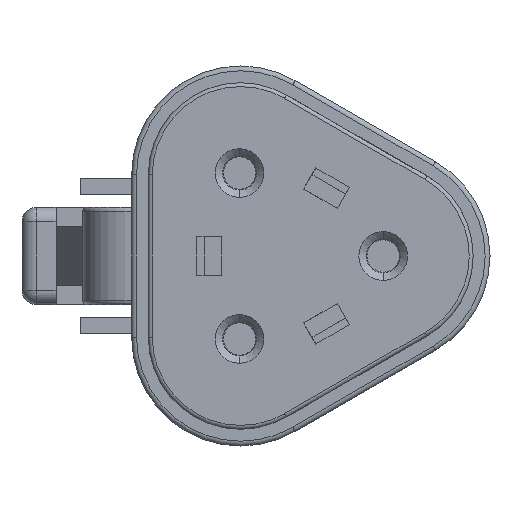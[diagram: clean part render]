
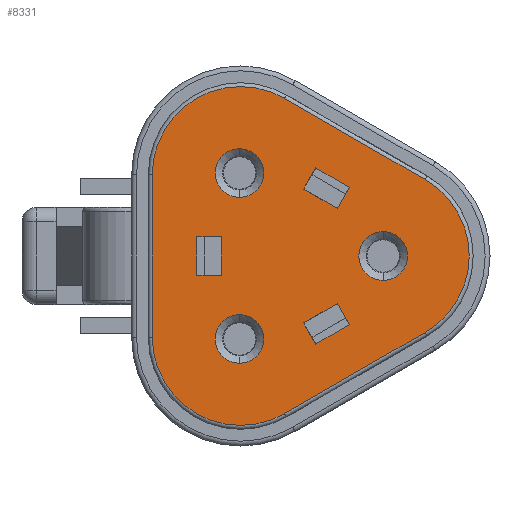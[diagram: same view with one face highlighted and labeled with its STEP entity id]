
A CAD part, left-side view. The second image highlights one B-rep face of the part: STEP entity #8331.
In plain terms, the highlighted planar face has unit normal (-1, 0, 0).
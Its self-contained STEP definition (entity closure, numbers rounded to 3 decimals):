
#479=DIRECTION('',(0.,-1.,0.));
#480=VECTOR('',#479,1.27);
#481=CARTESIAN_POINT('',(-1.268,4.724,1.016));
#482=LINE('',#481,#480);
#519=DIRECTION('',(0.,1.,0.));
#520=VECTOR('',#519,1.27);
#521=CARTESIAN_POINT('',(-1.268,3.454,-1.016));
#522=LINE('',#521,#520);
#907=DIRECTION('',(0.,0.,-1.));
#908=VECTOR('',#907,2.032);
#909=CARTESIAN_POINT('',(-1.268,3.454,1.016));
#910=LINE('',#909,#908);
#931=CARTESIAN_POINT('',(-1.268,2.451,4.238));
#932=DIRECTION('',(1.,0.,0.));
#933=DIRECTION('',(0.,1.,0.));
#934=AXIS2_PLACEMENT_3D('',#931,#932,#933);
#936=DIRECTION('',(0.,-0.866,-0.5));
#937=VECTOR('',#936,8.476);
#938=CARTESIAN_POINT('',(-1.268,0.146,8.231));
#939=LINE('',#938,#937);
#940=CARTESIAN_POINT('',(-1.268,-4.89,0.));
#941=DIRECTION('',(1.,0.,0.));
#942=DIRECTION('',(0.,-0.5,0.866));
#943=AXIS2_PLACEMENT_3D('',#940,#941,#942);
#945=DIRECTION('',(0.,0.866,-0.5));
#946=VECTOR('',#945,8.476);
#947=CARTESIAN_POINT('',(-1.268,-7.195,-3.992));
#948=LINE('',#947,#946);
#949=CARTESIAN_POINT('',(-1.268,2.451,-4.238));
#950=DIRECTION('',(1.,0.,0.));
#951=DIRECTION('',(0.,-0.5,-0.866));
#952=AXIS2_PLACEMENT_3D('',#949,#950,#951);
#954=DIRECTION('',(0.,0.866,0.5));
#955=VECTOR('',#954,2.032);
#956=CARTESIAN_POINT('',(-1.268,-3.242,3.583));
#957=LINE('',#956,#955);
#958=DIRECTION('',(0.,0.5,-0.866));
#959=VECTOR('',#958,1.27);
#960=CARTESIAN_POINT('',(-1.268,-1.482,4.599));
#961=LINE('',#960,#959);
#962=DIRECTION('',(0.,-0.866,-0.5));
#963=VECTOR('',#962,2.032);
#964=CARTESIAN_POINT('',(-1.268,-0.847,3.5));
#965=LINE('',#964,#963);
#966=DIRECTION('',(0.,-0.5,0.866));
#967=VECTOR('',#966,1.27);
#968=CARTESIAN_POINT('',(-1.268,-2.607,2.484));
#969=LINE('',#968,#967);
#970=DIRECTION('',(0.,-0.5,-0.866));
#971=VECTOR('',#970,1.27);
#972=CARTESIAN_POINT('',(-1.268,-0.847,-3.5));
#973=LINE('',#972,#971);
#974=DIRECTION('',(0.,-0.866,0.5));
#975=VECTOR('',#974,2.032);
#976=CARTESIAN_POINT('',(-1.268,-1.482,-4.599));
#977=LINE('',#976,#975);
#978=DIRECTION('',(0.,0.5,0.866));
#979=VECTOR('',#978,1.27);
#980=CARTESIAN_POINT('',(-1.268,-3.242,-3.583));
#981=LINE('',#980,#979);
#982=DIRECTION('',(0.,0.866,-0.5));
#983=VECTOR('',#982,2.032);
#984=CARTESIAN_POINT('',(-1.268,-2.607,-2.484));
#985=LINE('',#984,#983);
#986=DIRECTION('',(0.,0.,-1.));
#987=VECTOR('',#986,8.476);
#988=CARTESIAN_POINT('',(-1.268,7.061,4.238));
#989=LINE('',#988,#987);
#5168=DIRECTION('',(0.,0.,1.));
#5169=VECTOR('',#5168,2.032);
#5170=CARTESIAN_POINT('',(-1.268,4.724,-1.016));
#5171=LINE('',#5170,#5169);
#5172=CARTESIAN_POINT('',(-1.268,2.502,-4.333));
#5173=DIRECTION('',(1.,0.,0.));
#5174=DIRECTION('',(0.,0.,1.));
#5175=AXIS2_PLACEMENT_3D('',#5172,#5173,#5174);
#5181=CARTESIAN_POINT('',(-1.268,2.502,-4.333));
#5182=DIRECTION('',(1.,0.,0.));
#5183=DIRECTION('',(0.,0.,-1.));
#5184=AXIS2_PLACEMENT_3D('',#5181,#5182,#5183);
#5235=CARTESIAN_POINT('',(-1.268,-5.004,0.));
#5236=DIRECTION('',(1.,0.,0.));
#5237=DIRECTION('',(0.,0.,1.));
#5238=AXIS2_PLACEMENT_3D('',#5235,#5236,#5237);
#5244=CARTESIAN_POINT('',(-1.268,-5.004,0.));
#5245=DIRECTION('',(1.,0.,0.));
#5246=DIRECTION('',(0.,0.,-1.));
#5247=AXIS2_PLACEMENT_3D('',#5244,#5245,#5246);
#5286=CARTESIAN_POINT('',(-1.268,2.502,4.333));
#5287=DIRECTION('',(1.,0.,0.));
#5288=DIRECTION('',(0.,0.,-1.));
#5289=AXIS2_PLACEMENT_3D('',#5286,#5287,#5288);
#5295=CARTESIAN_POINT('',(-1.268,2.502,4.333));
#5296=DIRECTION('',(1.,0.,0.));
#5297=DIRECTION('',(0.,0.,1.));
#5298=AXIS2_PLACEMENT_3D('',#5295,#5296,#5297);
#6455=CARTESIAN_POINT('',(-1.268,7.061,4.238));
#6456=CARTESIAN_POINT('',(-1.268,7.061,-4.238));
#6457=VERTEX_POINT('',#6455);
#6458=VERTEX_POINT('',#6456);
#6459=CARTESIAN_POINT('',(-1.268,0.146,8.231));
#6460=VERTEX_POINT('',#6459);
#6461=CARTESIAN_POINT('',(-1.268,-7.195,3.992));
#6462=VERTEX_POINT('',#6461);
#6463=CARTESIAN_POINT('',(-1.268,-7.195,-3.992));
#6464=VERTEX_POINT('',#6463);
#6465=CARTESIAN_POINT('',(-1.268,0.146,-8.231));
#6466=VERTEX_POINT('',#6465);
#6467=CARTESIAN_POINT('',(-1.268,4.724,1.016));
#6468=CARTESIAN_POINT('',(-1.268,3.454,1.016));
#6469=VERTEX_POINT('',#6467);
#6470=VERTEX_POINT('',#6468);
#6471=CARTESIAN_POINT('',(-1.268,4.724,-1.016));
#6472=VERTEX_POINT('',#6471);
#6473=CARTESIAN_POINT('',(-1.268,3.454,-1.016));
#6474=VERTEX_POINT('',#6473);
#6475=CARTESIAN_POINT('',(-1.268,-3.242,3.583));
#6476=CARTESIAN_POINT('',(-1.268,-1.482,4.599));
#6477=VERTEX_POINT('',#6475);
#6478=VERTEX_POINT('',#6476);
#6479=CARTESIAN_POINT('',(-1.268,-0.847,3.5));
#6480=VERTEX_POINT('',#6479);
#6481=CARTESIAN_POINT('',(-1.268,-2.607,2.484));
#6482=VERTEX_POINT('',#6481);
#6483=CARTESIAN_POINT('',(-1.268,-0.847,-3.5));
#6484=CARTESIAN_POINT('',(-1.268,-1.482,-4.599));
#6485=VERTEX_POINT('',#6483);
#6486=VERTEX_POINT('',#6484);
#6487=CARTESIAN_POINT('',(-1.268,-3.242,-3.583));
#6488=VERTEX_POINT('',#6487);
#6489=CARTESIAN_POINT('',(-1.268,-2.607,-2.484));
#6490=VERTEX_POINT('',#6489);
#6633=CARTESIAN_POINT('',(-1.268,-5.004,1.27));
#6634=VERTEX_POINT('',#6633);
#6635=CARTESIAN_POINT('',(-1.268,-5.004,-1.27));
#6636=VERTEX_POINT('',#6635);
#6653=CARTESIAN_POINT('',(-1.268,2.502,5.603));
#6654=VERTEX_POINT('',#6653);
#6655=CARTESIAN_POINT('',(-1.268,2.502,3.063));
#6656=VERTEX_POINT('',#6655);
#6661=CARTESIAN_POINT('',(-1.268,2.502,-3.063));
#6662=VERTEX_POINT('',#6661);
#6663=CARTESIAN_POINT('',(-1.268,2.502,-5.603));
#6664=VERTEX_POINT('',#6663);
#8275=CARTESIAN_POINT('',(-1.268,0.,0.));
#8276=DIRECTION('',(1.,0.,0.));
#8277=DIRECTION('',(0.,0.,-1.));
#8278=AXIS2_PLACEMENT_3D('',#8275,#8276,#8277);
#8279=PLANE('',#8278);
#8281=ORIENTED_EDGE('',*,*,#8280,.F.);
#8283=ORIENTED_EDGE('',*,*,#8282,.T.);
#8285=ORIENTED_EDGE('',*,*,#8284,.T.);
#8287=ORIENTED_EDGE('',*,*,#8286,.T.);
#8289=ORIENTED_EDGE('',*,*,#8288,.T.);
#8291=ORIENTED_EDGE('',*,*,#8290,.T.);
#8292=EDGE_LOOP('',(#8281,#8283,#8285,#8287,#8289,#8291));
#8293=FACE_OUTER_BOUND('',#8292,.F.);
#8294=ORIENTED_EDGE('',*,*,#7472,.F.);
#8296=ORIENTED_EDGE('',*,*,#8295,.F.);
#8297=ORIENTED_EDGE('',*,*,#7542,.F.);
#8298=ORIENTED_EDGE('',*,*,#8230,.F.);
#8299=EDGE_LOOP('',(#8294,#8296,#8297,#8298));
#8300=FACE_BOUND('',#8299,.F.);
#8301=ORIENTED_EDGE('',*,*,#7167,.T.);
#8302=ORIENTED_EDGE('',*,*,#7183,.T.);
#8303=ORIENTED_EDGE('',*,*,#8267,.T.);
#8304=ORIENTED_EDGE('',*,*,#7151,.T.);
#8305=EDGE_LOOP('',(#8301,#8302,#8303,#8304));
#8306=FACE_BOUND('',#8305,.F.);
#8307=ORIENTED_EDGE('',*,*,#7949,.T.);
#8308=ORIENTED_EDGE('',*,*,#7965,.T.);
#8309=ORIENTED_EDGE('',*,*,#7981,.T.);
#8310=ORIENTED_EDGE('',*,*,#8192,.T.);
#8311=EDGE_LOOP('',(#8307,#8308,#8309,#8310));
#8312=FACE_BOUND('',#8311,.F.);
#8314=ORIENTED_EDGE('',*,*,#8313,.F.);
#8316=ORIENTED_EDGE('',*,*,#8315,.F.);
#8317=EDGE_LOOP('',(#8314,#8316));
#8318=FACE_BOUND('',#8317,.F.);
#8320=ORIENTED_EDGE('',*,*,#8319,.F.);
#8322=ORIENTED_EDGE('',*,*,#8321,.F.);
#8323=EDGE_LOOP('',(#8320,#8322));
#8324=FACE_BOUND('',#8323,.F.);
#8326=ORIENTED_EDGE('',*,*,#8325,.F.);
#8328=ORIENTED_EDGE('',*,*,#8327,.F.);
#8329=EDGE_LOOP('',(#8326,#8328));
#8330=FACE_BOUND('',#8329,.F.);
#8331=ADVANCED_FACE('',(#8293,#8300,#8306,#8312,#8318,#8324,#8330),#8279,.F.);
#935=CIRCLE('',#934,4.61);
#944=CIRCLE('',#943,4.61);
#953=CIRCLE('',#952,4.61);
#5176=CIRCLE('',#5175,1.27);
#5185=CIRCLE('',#5184,1.27);
#5239=CIRCLE('',#5238,1.27);
#5248=CIRCLE('',#5247,1.27);
#5290=CIRCLE('',#5289,1.27);
#5299=CIRCLE('',#5298,1.27);
#7151=EDGE_CURVE('',#6482,#6477,#969,.T.);
#7167=EDGE_CURVE('',#6477,#6478,#957,.T.);
#7183=EDGE_CURVE('',#6478,#6480,#961,.T.);
#7472=EDGE_CURVE('',#6469,#6470,#482,.T.);
#7542=EDGE_CURVE('',#6474,#6472,#522,.T.);
#7949=EDGE_CURVE('',#6485,#6486,#973,.T.);
#7965=EDGE_CURVE('',#6486,#6488,#977,.T.);
#7981=EDGE_CURVE('',#6488,#6490,#981,.T.);
#8192=EDGE_CURVE('',#6490,#6485,#985,.T.);
#8230=EDGE_CURVE('',#6470,#6474,#910,.T.);
#8267=EDGE_CURVE('',#6480,#6482,#965,.T.);
#8280=EDGE_CURVE('',#6457,#6458,#989,.T.);
#8282=EDGE_CURVE('',#6457,#6460,#935,.T.);
#8284=EDGE_CURVE('',#6460,#6462,#939,.T.);
#8286=EDGE_CURVE('',#6462,#6464,#944,.T.);
#8288=EDGE_CURVE('',#6464,#6466,#948,.T.);
#8290=EDGE_CURVE('',#6466,#6458,#953,.T.);
#8295=EDGE_CURVE('',#6472,#6469,#5171,.T.);
#8313=EDGE_CURVE('',#6662,#6664,#5176,.T.);
#8315=EDGE_CURVE('',#6664,#6662,#5185,.T.);
#8319=EDGE_CURVE('',#6634,#6636,#5239,.T.);
#8321=EDGE_CURVE('',#6636,#6634,#5248,.T.);
#8325=EDGE_CURVE('',#6656,#6654,#5290,.T.);
#8327=EDGE_CURVE('',#6654,#6656,#5299,.T.);
